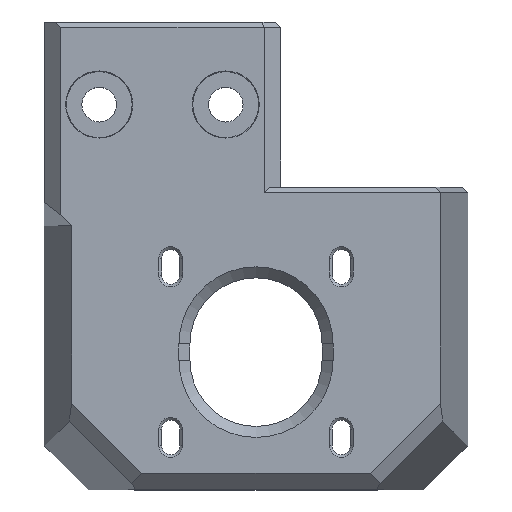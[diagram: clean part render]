
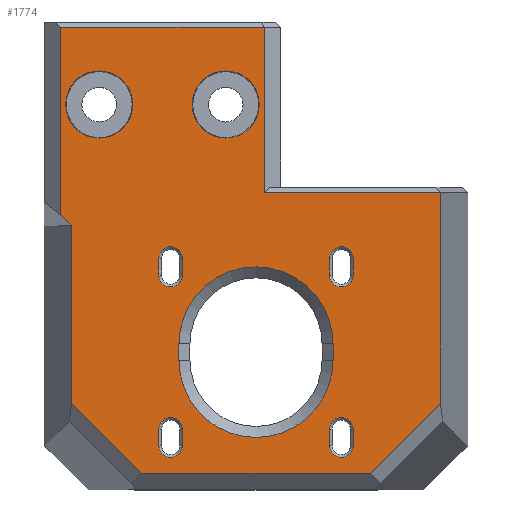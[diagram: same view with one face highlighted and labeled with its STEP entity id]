
A CAD part, top view. The second image highlights one B-rep face of the part: STEP entity #1774.
In plain terms, the highlighted planar face has unit normal (0, 0, 1).
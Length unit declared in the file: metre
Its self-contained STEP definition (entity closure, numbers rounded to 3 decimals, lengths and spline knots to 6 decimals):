
#56=LINE('',#2552,#257);
#57=LINE('',#2557,#258);
#58=LINE('',#2560,#259);
#59=LINE('',#2565,#260);
#60=LINE('',#2568,#261);
#61=LINE('',#2573,#262);
#62=LINE('',#2576,#263);
#63=LINE('',#2581,#264);
#64=LINE('',#2584,#265);
#65=LINE('',#2589,#266);
#66=LINE('',#2592,#267);
#67=LINE('',#2595,#268);
#68=LINE('',#2597,#269);
#69=LINE('',#2599,#270);
#70=LINE('',#2601,#271);
#71=LINE('',#2603,#272);
#72=LINE('',#2605,#273);
#73=LINE('',#2607,#274);
#74=LINE('',#2609,#275);
#75=LINE('',#2611,#276);
#257=VECTOR('',#2051,1.);
#258=VECTOR('',#2054,1.);
#259=VECTOR('',#2057,1.);
#260=VECTOR('',#2060,1.);
#261=VECTOR('',#2063,1.);
#262=VECTOR('',#2066,1.);
#263=VECTOR('',#2069,1.);
#264=VECTOR('',#2072,1.);
#265=VECTOR('',#2075,1.);
#266=VECTOR('',#2078,1.);
#267=VECTOR('',#2081,1.);
#268=VECTOR('',#2082,1.);
#269=VECTOR('',#2083,1.);
#270=VECTOR('',#2084,1.);
#271=VECTOR('',#2085,1.);
#272=VECTOR('',#2086,1.);
#273=VECTOR('',#2087,1.);
#274=VECTOR('',#2088,1.);
#275=VECTOR('',#2089,1.);
#276=VECTOR('',#2090,1.);
#458=ORIENTED_EDGE('',*,*,#960,.T.);
#459=ORIENTED_EDGE('',*,*,#961,.T.);
#460=ORIENTED_EDGE('',*,*,#962,.T.);
#461=ORIENTED_EDGE('',*,*,#963,.T.);
#462=ORIENTED_EDGE('',*,*,#964,.T.);
#463=ORIENTED_EDGE('',*,*,#965,.T.);
#464=ORIENTED_EDGE('',*,*,#966,.T.);
#465=ORIENTED_EDGE('',*,*,#967,.T.);
#466=ORIENTED_EDGE('',*,*,#968,.T.);
#467=ORIENTED_EDGE('',*,*,#969,.T.);
#468=ORIENTED_EDGE('',*,*,#970,.T.);
#469=ORIENTED_EDGE('',*,*,#971,.T.);
#470=ORIENTED_EDGE('',*,*,#972,.T.);
#471=ORIENTED_EDGE('',*,*,#973,.T.);
#472=ORIENTED_EDGE('',*,*,#974,.T.);
#473=ORIENTED_EDGE('',*,*,#975,.T.);
#474=ORIENTED_EDGE('',*,*,#976,.T.);
#475=ORIENTED_EDGE('',*,*,#977,.T.);
#476=ORIENTED_EDGE('',*,*,#978,.T.);
#477=ORIENTED_EDGE('',*,*,#979,.T.);
#478=ORIENTED_EDGE('',*,*,#980,.T.);
#479=ORIENTED_EDGE('',*,*,#981,.T.);
#480=ORIENTED_EDGE('',*,*,#982,.T.);
#481=ORIENTED_EDGE('',*,*,#983,.T.);
#482=ORIENTED_EDGE('',*,*,#984,.T.);
#483=ORIENTED_EDGE('',*,*,#985,.T.);
#484=ORIENTED_EDGE('',*,*,#986,.T.);
#485=ORIENTED_EDGE('',*,*,#987,.T.);
#486=ORIENTED_EDGE('',*,*,#988,.T.);
#487=ORIENTED_EDGE('',*,*,#989,.T.);
#488=ORIENTED_EDGE('',*,*,#990,.F.);
#489=ORIENTED_EDGE('',*,*,#991,.T.);
#960=EDGE_CURVE('',#1211,#1211,#1374,.F.);
#961=EDGE_CURVE('',#1212,#1212,#1375,.F.);
#962=EDGE_CURVE('',#1213,#1214,#56,.T.);
#963=EDGE_CURVE('',#1214,#1215,#1376,.F.);
#964=EDGE_CURVE('',#1215,#1216,#57,.T.);
#965=EDGE_CURVE('',#1216,#1213,#1377,.F.);
#966=EDGE_CURVE('',#1217,#1218,#58,.T.);
#967=EDGE_CURVE('',#1218,#1219,#1378,.F.);
#968=EDGE_CURVE('',#1219,#1220,#59,.T.);
#969=EDGE_CURVE('',#1220,#1217,#1379,.F.);
#970=EDGE_CURVE('',#1221,#1222,#60,.T.);
#971=EDGE_CURVE('',#1222,#1223,#1380,.F.);
#972=EDGE_CURVE('',#1223,#1224,#61,.T.);
#973=EDGE_CURVE('',#1224,#1221,#1381,.F.);
#974=EDGE_CURVE('',#1225,#1226,#62,.T.);
#975=EDGE_CURVE('',#1226,#1227,#1382,.F.);
#976=EDGE_CURVE('',#1227,#1228,#63,.T.);
#977=EDGE_CURVE('',#1228,#1225,#1383,.F.);
#978=EDGE_CURVE('',#1229,#1230,#64,.T.);
#979=EDGE_CURVE('',#1230,#1231,#1384,.F.);
#980=EDGE_CURVE('',#1231,#1232,#65,.T.);
#981=EDGE_CURVE('',#1232,#1229,#1385,.F.);
#982=EDGE_CURVE('',#1233,#1234,#66,.T.);
#983=EDGE_CURVE('',#1234,#1235,#67,.T.);
#984=EDGE_CURVE('',#1235,#1236,#68,.T.);
#985=EDGE_CURVE('',#1236,#1237,#69,.T.);
#986=EDGE_CURVE('',#1237,#1238,#70,.T.);
#987=EDGE_CURVE('',#1238,#1239,#71,.T.);
#988=EDGE_CURVE('',#1239,#1240,#72,.T.);
#989=EDGE_CURVE('',#1240,#1241,#73,.T.);
#990=EDGE_CURVE('',#1242,#1241,#74,.T.);
#991=EDGE_CURVE('',#1242,#1233,#75,.T.);
#1211=VERTEX_POINT('',#2549);
#1212=VERTEX_POINT('',#2551);
#1213=VERTEX_POINT('',#2553);
#1214=VERTEX_POINT('',#2554);
#1215=VERTEX_POINT('',#2556);
#1216=VERTEX_POINT('',#2558);
#1217=VERTEX_POINT('',#2561);
#1218=VERTEX_POINT('',#2562);
#1219=VERTEX_POINT('',#2564);
#1220=VERTEX_POINT('',#2566);
#1221=VERTEX_POINT('',#2569);
#1222=VERTEX_POINT('',#2570);
#1223=VERTEX_POINT('',#2572);
#1224=VERTEX_POINT('',#2574);
#1225=VERTEX_POINT('',#2577);
#1226=VERTEX_POINT('',#2578);
#1227=VERTEX_POINT('',#2580);
#1228=VERTEX_POINT('',#2582);
#1229=VERTEX_POINT('',#2585);
#1230=VERTEX_POINT('',#2586);
#1231=VERTEX_POINT('',#2588);
#1232=VERTEX_POINT('',#2590);
#1233=VERTEX_POINT('',#2593);
#1234=VERTEX_POINT('',#2594);
#1235=VERTEX_POINT('',#2596);
#1236=VERTEX_POINT('',#2598);
#1237=VERTEX_POINT('',#2600);
#1238=VERTEX_POINT('',#2602);
#1239=VERTEX_POINT('',#2604);
#1240=VERTEX_POINT('',#2606);
#1241=VERTEX_POINT('',#2608);
#1242=VERTEX_POINT('',#2610);
#1374=CIRCLE('',#1894,0.0061);
#1375=CIRCLE('',#1895,0.0061);
#1376=CIRCLE('',#1896,0.00215);
#1377=CIRCLE('',#1897,0.00215);
#1378=CIRCLE('',#1898,0.00215);
#1379=CIRCLE('',#1899,0.00215);
#1380=CIRCLE('',#1900,0.00215);
#1381=CIRCLE('',#1901,0.00215);
#1382=CIRCLE('',#1902,0.00215);
#1383=CIRCLE('',#1903,0.00215);
#1384=CIRCLE('',#1904,0.014);
#1385=CIRCLE('',#1905,0.014);
#1420=EDGE_LOOP('',(#458));
#1421=EDGE_LOOP('',(#459));
#1422=EDGE_LOOP('',(#460,#461,#462,#463));
#1423=EDGE_LOOP('',(#464,#465,#466,#467));
#1424=EDGE_LOOP('',(#468,#469,#470,#471));
#1425=EDGE_LOOP('',(#472,#473,#474,#475));
#1426=EDGE_LOOP('',(#476,#477,#478,#479));
#1427=EDGE_LOOP('',(#480,#481,#482,#483,#484,#485,#486,#487,#488,#489));
#1560=FACE_BOUND('',#1420,.T.);
#1561=FACE_BOUND('',#1421,.T.);
#1562=FACE_BOUND('',#1422,.T.);
#1563=FACE_BOUND('',#1423,.T.);
#1564=FACE_BOUND('',#1424,.T.);
#1565=FACE_BOUND('',#1425,.T.);
#1566=FACE_BOUND('',#1426,.T.);
#1567=FACE_BOUND('',#1427,.T.);
#1700=PLANE('',#1893);
#1774=ADVANCED_FACE('',(#1560,#1561,#1562,#1563,#1564,#1565,#1566,#1567),
#1700,.T.);
#1893=AXIS2_PLACEMENT_3D('',#2547,#2045,#2046);
#1894=AXIS2_PLACEMENT_3D('',#2548,#2047,#2048);
#1895=AXIS2_PLACEMENT_3D('',#2550,#2049,#2050);
#1896=AXIS2_PLACEMENT_3D('',#2555,#2052,#2053);
#1897=AXIS2_PLACEMENT_3D('',#2559,#2055,#2056);
#1898=AXIS2_PLACEMENT_3D('',#2563,#2058,#2059);
#1899=AXIS2_PLACEMENT_3D('',#2567,#2061,#2062);
#1900=AXIS2_PLACEMENT_3D('',#2571,#2064,#2065);
#1901=AXIS2_PLACEMENT_3D('',#2575,#2067,#2068);
#1902=AXIS2_PLACEMENT_3D('',#2579,#2070,#2071);
#1903=AXIS2_PLACEMENT_3D('',#2583,#2073,#2074);
#1904=AXIS2_PLACEMENT_3D('',#2587,#2076,#2077);
#1905=AXIS2_PLACEMENT_3D('',#2591,#2079,#2080);
#2045=DIRECTION('',(0.,0.,1.));
#2046=DIRECTION('',(1.,0.,0.));
#2047=DIRECTION('',(0.,0.,1.));
#2048=DIRECTION('',(1.,0.,0.));
#2049=DIRECTION('',(0.,0.,1.));
#2050=DIRECTION('',(1.,0.,0.));
#2051=DIRECTION('',(0.,-1.,0.));
#2052=DIRECTION('',(0.,0.,1.));
#2053=DIRECTION('',(1.,0.,0.));
#2054=DIRECTION('',(0.,1.,0.));
#2055=DIRECTION('',(0.,0.,1.));
#2056=DIRECTION('',(1.,0.,0.));
#2057=DIRECTION('',(0.,-1.,0.));
#2058=DIRECTION('',(0.,0.,1.));
#2059=DIRECTION('',(1.,0.,0.));
#2060=DIRECTION('',(0.,1.,0.));
#2061=DIRECTION('',(0.,0.,1.));
#2062=DIRECTION('',(1.,0.,0.));
#2063=DIRECTION('',(0.,-1.,0.));
#2064=DIRECTION('',(0.,0.,1.));
#2065=DIRECTION('',(1.,0.,0.));
#2066=DIRECTION('',(0.,1.,0.));
#2067=DIRECTION('',(0.,0.,1.));
#2068=DIRECTION('',(1.,0.,0.));
#2069=DIRECTION('',(0.,-1.,0.));
#2070=DIRECTION('',(0.,0.,1.));
#2071=DIRECTION('',(1.,0.,0.));
#2072=DIRECTION('',(0.,1.,0.));
#2073=DIRECTION('',(0.,0.,1.));
#2074=DIRECTION('',(1.,0.,0.));
#2075=DIRECTION('',(0.,-1.,0.));
#2076=DIRECTION('',(0.,0.,1.));
#2077=DIRECTION('',(1.,0.,0.));
#2078=DIRECTION('',(0.,1.,0.));
#2079=DIRECTION('',(0.,0.,1.));
#2080=DIRECTION('',(1.,0.,0.));
#2081=DIRECTION('',(0.,1.,0.));
#2082=DIRECTION('',(-1.,0.,0.));
#2083=DIRECTION('',(0.,-1.,0.));
#2084=DIRECTION('',(0.716,-0.698,0.));
#2085=DIRECTION('',(0.,-1.,0.));
#2086=DIRECTION('',(0.707,-0.707,0.));
#2087=DIRECTION('',(1.,0.,0.));
#2088=DIRECTION('',(0.707,0.707,0.));
#2089=DIRECTION('',(0.,-1.,0.));
#2090=DIRECTION('',(-1.,0.,0.));
#2547=CARTESIAN_POINT('',(0.,0.0175,0.026));
#2548=CARTESIAN_POINT('',(-0.0055,0.045,0.026));
#2549=CARTESIAN_POINT('',(0.0006,0.045,0.026));
#2550=CARTESIAN_POINT('',(-0.0285,0.045,0.026));
#2551=CARTESIAN_POINT('',(-0.0224,0.045,0.026));
#2552=CARTESIAN_POINT('',(0.01765,0.0175,0.026));
#2553=CARTESIAN_POINT('',(0.01765,-0.014,0.026));
#2554=CARTESIAN_POINT('',(0.01765,-0.017,0.026));
#2555=CARTESIAN_POINT('',(0.0155,-0.017,0.026));
#2556=CARTESIAN_POINT('',(0.01335,-0.017,0.026));
#2557=CARTESIAN_POINT('',(0.01335,-0.014,0.026));
#2558=CARTESIAN_POINT('',(0.01335,-0.014,0.026));
#2559=CARTESIAN_POINT('',(0.0155,-0.014,0.026));
#2560=CARTESIAN_POINT('',(0.01765,0.0175,0.026));
#2561=CARTESIAN_POINT('',(0.01765,0.017,0.026));
#2562=CARTESIAN_POINT('',(0.01765,0.014,0.026));
#2563=CARTESIAN_POINT('',(0.0155,0.014,0.026));
#2564=CARTESIAN_POINT('',(0.01335,0.014,0.026));
#2565=CARTESIAN_POINT('',(0.01335,0.017,0.026));
#2566=CARTESIAN_POINT('',(0.01335,0.017,0.026));
#2567=CARTESIAN_POINT('',(0.0155,0.017,0.026));
#2568=CARTESIAN_POINT('',(-0.01335,0.0175,0.026));
#2569=CARTESIAN_POINT('',(-0.01335,0.017,0.026));
#2570=CARTESIAN_POINT('',(-0.01335,0.014,0.026));
#2571=CARTESIAN_POINT('',(-0.0155,0.014,0.026));
#2572=CARTESIAN_POINT('',(-0.01765,0.014,0.026));
#2573=CARTESIAN_POINT('',(-0.01765,0.017,0.026));
#2574=CARTESIAN_POINT('',(-0.01765,0.017,0.026));
#2575=CARTESIAN_POINT('',(-0.0155,0.017,0.026));
#2576=CARTESIAN_POINT('',(-0.01335,0.0175,0.026));
#2577=CARTESIAN_POINT('',(-0.01335,-0.014,0.026));
#2578=CARTESIAN_POINT('',(-0.01335,-0.017,0.026));
#2579=CARTESIAN_POINT('',(-0.0155,-0.017,0.026));
#2580=CARTESIAN_POINT('',(-0.01765,-0.017,0.026));
#2581=CARTESIAN_POINT('',(-0.01765,-0.014,0.026));
#2582=CARTESIAN_POINT('',(-0.01765,-0.014,0.026));
#2583=CARTESIAN_POINT('',(-0.0155,-0.014,0.026));
#2584=CARTESIAN_POINT('',(0.014,0.0175,0.026));
#2585=CARTESIAN_POINT('',(0.014,0.0015,0.026));
#2586=CARTESIAN_POINT('',(0.014,-0.0015,0.026));
#2587=CARTESIAN_POINT('',(0.,-0.0015,0.026));
#2588=CARTESIAN_POINT('',(-0.014,-0.0015,0.026));
#2589=CARTESIAN_POINT('',(-0.014,0.0015,0.026));
#2590=CARTESIAN_POINT('',(-0.014,0.0015,0.026));
#2591=CARTESIAN_POINT('',(0.,0.0015,0.026));
#2592=CARTESIAN_POINT('',(0.0015,0.06,0.026));
#2593=CARTESIAN_POINT('',(0.0015,0.029,0.026));
#2594=CARTESIAN_POINT('',(0.0015,0.059,0.026));
#2595=CARTESIAN_POINT('',(-0.0355,0.059,0.026));
#2596=CARTESIAN_POINT('',(-0.0355,0.059,0.026));
#2597=CARTESIAN_POINT('',(-0.0355,0.027876,0.026));
#2598=CARTESIAN_POINT('',(-0.0355,0.02495,0.026));
#2599=CARTESIAN_POINT('',(-0.034781,0.02425,0.026));
#2600=CARTESIAN_POINT('',(-0.0335,0.023,0.026));
#2601=CARTESIAN_POINT('',(-0.0335,0.030002,0.026));
#2602=CARTESIAN_POINT('',(-0.0335,-0.009272,0.026));
#2603=CARTESIAN_POINT('',(-0.030136,-0.012636,0.026));
#2604=CARTESIAN_POINT('',(-0.020772,-0.022,0.026));
#2605=CARTESIAN_POINT('',(0.,-0.022,0.026));
#2606=CARTESIAN_POINT('',(0.020772,-0.022,0.026));
#2607=CARTESIAN_POINT('',(0.030136,-0.012636,0.026));
#2608=CARTESIAN_POINT('',(0.0335,-0.009272,0.026));
#2609=CARTESIAN_POINT('',(0.0335,0.030002,0.026));
#2610=CARTESIAN_POINT('',(0.0335,0.029,0.026));
#2611=CARTESIAN_POINT('',(0.0015,0.029,0.026));
